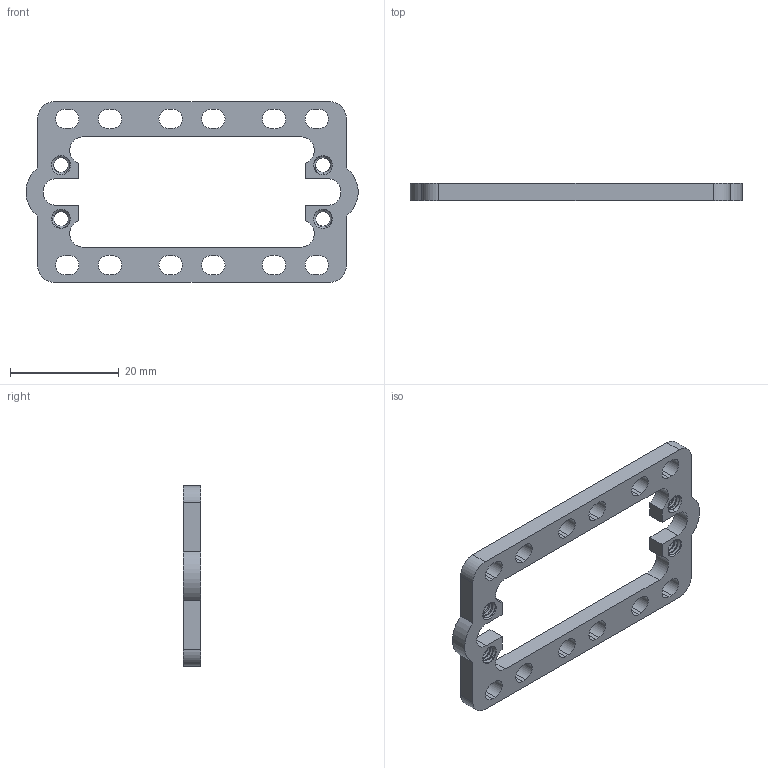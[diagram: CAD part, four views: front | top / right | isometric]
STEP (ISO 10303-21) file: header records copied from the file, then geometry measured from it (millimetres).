
FILE_DESCRIPTION (( 'STEP AP203' ), '1' );
FILE_NAME ('575112.STEP', '2017-07-06T13:46:12', ( '' ), ( '' ), 'SwSTEP 2.0', 'SolidWorks 2016', '' );
FILE_SCHEMA (( 'CONFIG_CONTROL_DESIGN' ));
Length unit declared in the file: inch
Products named in the file (1): 575112
Bounding box: 61.18 x 3.17 x 33.29 mm (x, y, z)
Volume: 2541.4 mm3; surface area: 3308.2 mm2
Topology: 1 solids, 1 shells, 174 faces, 506 edges, 334 vertices
Faces by surface type: cylinder 103, plane 42, cone 21, bspline 8
Entity records: 10925 total; most frequent: CARTESIAN_POINT 6533, ORIENTED_EDGE 1012, DIRECTION 776, EDGE_CURVE 506, VERTEX_POINT 334, AXIS2_PLACEMENT_3D 271, LINE 234, VECTOR 234
